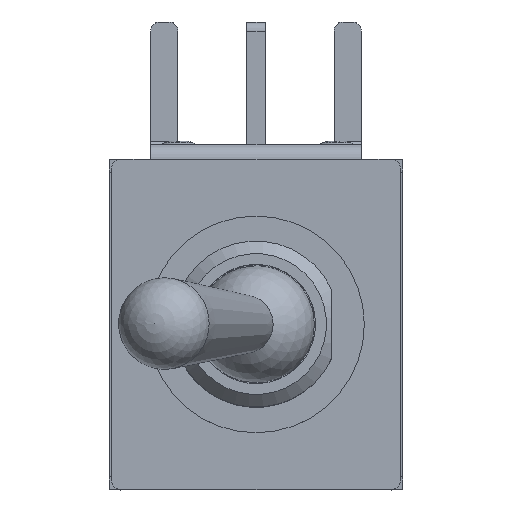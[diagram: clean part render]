
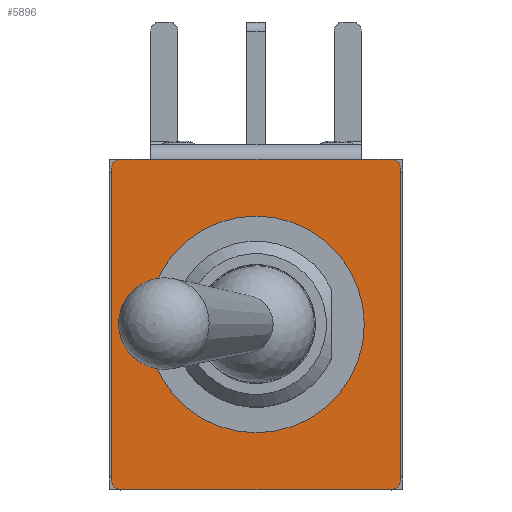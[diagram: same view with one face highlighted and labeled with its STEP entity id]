
A CAD part, top view. The second image highlights one B-rep face of the part: STEP entity #5896.
In plain terms, the highlighted planar face has unit normal (0, 0, 1).
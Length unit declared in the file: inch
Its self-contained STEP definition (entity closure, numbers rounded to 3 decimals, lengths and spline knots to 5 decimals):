
#65=PLANE('',#6283);
#334=FACE_BOUND('',#816,.T.);
#493=FACE_OUTER_BOUND('',#815,.T.);
#815=EDGE_LOOP('',(#4283,#4284,#4285,#4286,#4287,#4288,#4289,#4290,#4291,
#4292));
#816=EDGE_LOOP('',(#4293));
#1142=LINE('',#8475,#1785);
#1183=LINE('',#8563,#1826);
#1184=LINE('',#8566,#1827);
#1188=LINE('',#8577,#1831);
#1189=LINE('',#8579,#1832);
#1190=LINE('',#8583,#1833);
#1785=VECTOR('',#6842,0.3937);
#1826=VECTOR('',#6919,0.3937);
#1827=VECTOR('',#6922,0.3937);
#1831=VECTOR('',#6934,0.3937);
#1832=VECTOR('',#6935,0.3937);
#1833=VECTOR('',#6938,0.3937);
#2392=CIRCLE('',#6213,0.11811);
#2427=CIRCLE('',#6282,0.00984);
#2428=CIRCLE('',#6284,0.00984);
#2429=CIRCLE('',#6285,0.00984);
#2430=CIRCLE('',#6286,0.00984);
#2551=VERTEX_POINT('',#8270);
#2596=VERTEX_POINT('',#8437);
#2609=VERTEX_POINT('',#8474);
#2638=VERTEX_POINT('',#8561);
#2639=VERTEX_POINT('',#8565);
#2640=VERTEX_POINT('',#8569);
#2641=VERTEX_POINT('',#8570);
#2642=VERTEX_POINT('',#8575);
#2643=VERTEX_POINT('',#8578);
#2644=VERTEX_POINT('',#8580);
#2645=VERTEX_POINT('',#8582);
#3151=EDGE_CURVE('',#2551,#2551,#2392,.T.);
#3223=EDGE_CURVE('',#2596,#2609,#1142,.T.);
#3269=EDGE_CURVE('',#2638,#2596,#1183,.T.);
#3270=EDGE_CURVE('',#2609,#2639,#1184,.T.);
#3272=EDGE_CURVE('',#2640,#2641,#2427,.T.);
#3275=EDGE_CURVE('',#2642,#2638,#2428,.T.);
#3276=EDGE_CURVE('',#2641,#2642,#1188,.T.);
#3277=EDGE_CURVE('',#2643,#2640,#1189,.T.);
#3278=EDGE_CURVE('',#2644,#2643,#2429,.T.);
#3279=EDGE_CURVE('',#2645,#2644,#1190,.T.);
#3280=EDGE_CURVE('',#2639,#2645,#2430,.T.);
#4283=ORIENTED_EDGE('',*,*,#3223,.F.);
#4284=ORIENTED_EDGE('',*,*,#3269,.F.);
#4285=ORIENTED_EDGE('',*,*,#3275,.F.);
#4286=ORIENTED_EDGE('',*,*,#3276,.F.);
#4287=ORIENTED_EDGE('',*,*,#3272,.F.);
#4288=ORIENTED_EDGE('',*,*,#3277,.F.);
#4289=ORIENTED_EDGE('',*,*,#3278,.F.);
#4290=ORIENTED_EDGE('',*,*,#3279,.F.);
#4291=ORIENTED_EDGE('',*,*,#3280,.F.);
#4292=ORIENTED_EDGE('',*,*,#3270,.F.);
#4293=ORIENTED_EDGE('',*,*,#3151,.T.);
#5896=ADVANCED_FACE('',(#493,#334),#65,.T.);
#6213=AXIS2_PLACEMENT_3D('',#8272,#6702,#6703);
#6282=AXIS2_PLACEMENT_3D('',#8571,#6926,#6927);
#6283=AXIS2_PLACEMENT_3D('',#8574,#6930,#6931);
#6284=AXIS2_PLACEMENT_3D('',#8576,#6932,#6933);
#6285=AXIS2_PLACEMENT_3D('',#8581,#6936,#6937);
#6286=AXIS2_PLACEMENT_3D('',#8584,#6939,#6940);
#6702=DIRECTION('center_axis',(0.,0.,
-1.));
#6703=DIRECTION('ref_axis',(-1.,0.,0.));
#6842=DIRECTION('',(1.,0.,0.));
#6919=DIRECTION('',(1.,0.,0.));
#6922=DIRECTION('',(1.,0.,0.));
#6926=DIRECTION('center_axis',(0.,0.,
-1.));
#6927=DIRECTION('ref_axis',(-0.707,-0.707,0.));
#6930=DIRECTION('center_axis',(0.,0.,
1.));
#6931=DIRECTION('ref_axis',(-1.,0.,0.));
#6932=DIRECTION('center_axis',(0.,0.,
-1.));
#6933=DIRECTION('ref_axis',(-0.707,0.707,0.));
#6934=DIRECTION('',(0.,1.,0.));
#6935=DIRECTION('',(-1.,0.,0.));
#6936=DIRECTION('center_axis',(0.,0.,
-1.));
#6937=DIRECTION('ref_axis',(0.707,-0.707,0.));
#6938=DIRECTION('',(0.,-1.,0.));
#6939=DIRECTION('center_axis',(0.,0.,
-1.));
#6940=DIRECTION('ref_axis',(0.707,0.707,0.));
#8270=CARTESIAN_POINT('',(0.11811,0.,0.30472));
#8272=CARTESIAN_POINT('Origin',(0.,0.,
0.30472));
#8437=CARTESIAN_POINT('',(-0.11496,0.17992,0.30472));
#8474=CARTESIAN_POINT('',(0.11496,0.17992,0.30472));
#8475=CARTESIAN_POINT('',(0.,0.17992,0.30472));
#8561=CARTESIAN_POINT('',(-0.14764,0.17992,0.30472));
#8563=CARTESIAN_POINT('',(0.15748,0.17992,0.30472));
#8565=CARTESIAN_POINT('',(0.14764,0.17992,0.30472));
#8566=CARTESIAN_POINT('',(0.15748,0.17992,0.30472));
#8569=CARTESIAN_POINT('',(-0.14764,-0.17992,0.30472));
#8570=CARTESIAN_POINT('',(-0.15748,-0.17008,0.30472));
#8571=CARTESIAN_POINT('Origin',(-0.14764,-0.17008,0.30472));
#8574=CARTESIAN_POINT('Origin',(0.,0.,
0.30472));
#8575=CARTESIAN_POINT('',(-0.15748,0.17008,0.30472));
#8576=CARTESIAN_POINT('Origin',(-0.14764,0.17008,0.30472));
#8577=CARTESIAN_POINT('',(-0.15748,0.17992,0.30472));
#8578=CARTESIAN_POINT('',(0.14764,-0.17992,0.30472));
#8579=CARTESIAN_POINT('',(-0.15748,-0.17992,0.30472));
#8580=CARTESIAN_POINT('',(0.15748,-0.17008,0.30472));
#8581=CARTESIAN_POINT('Origin',(0.14764,-0.17008,0.30472));
#8582=CARTESIAN_POINT('',(0.15748,0.17008,0.30472));
#8583=CARTESIAN_POINT('',(0.15748,-0.17992,0.30472));
#8584=CARTESIAN_POINT('Origin',(0.14764,0.17008,0.30472));
